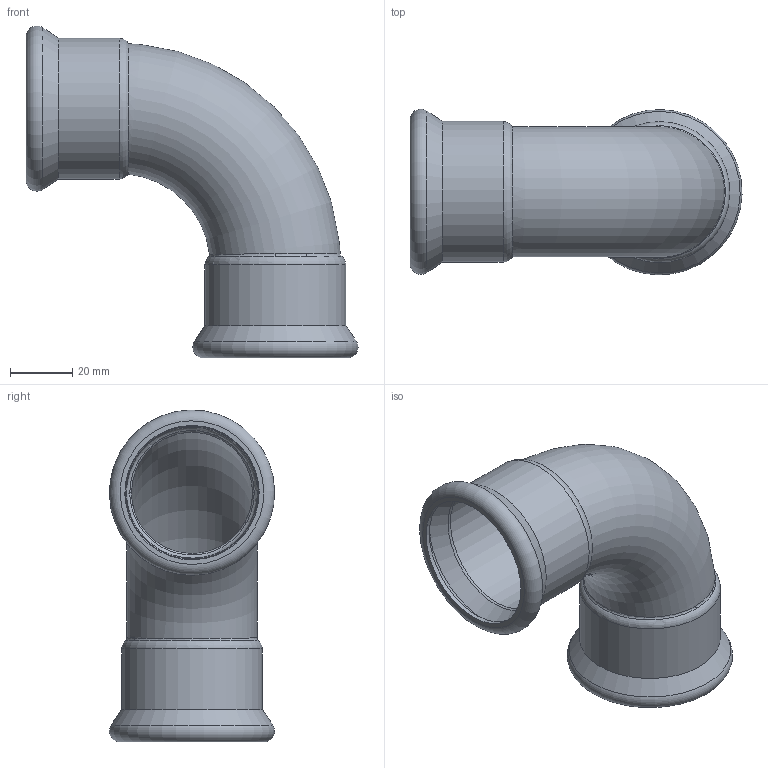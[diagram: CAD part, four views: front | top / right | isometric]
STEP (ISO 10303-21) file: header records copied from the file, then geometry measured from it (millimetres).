
FILE_DESCRIPTION(/* description */ (''),/* implementation_level */ '2;1');
FILE_NAME(/* name */ '41107.stp',/* time_stamp */ '2023-09-08T10:47:41+02:00',/* author */ ('JANAN'),/* organization */ (''),/* preprocessor_version */ 'ST-DEVELOPER v19.2',/* originating_system */ 'Autodesk Inventor 2023',/* authorisation */ '');
FILE_SCHEMA (('AUTOMOTIVE_DESIGN { 1 0 10303 214 3 1 1 }'));
Length unit declared in the file: millimetre
Products named in the file (1): tmpBAAD.tmp
Bounding box: 107.03 x 53.27 x 107.03 mm (x, y, z)
Volume: 29978.3 mm3; surface area: 40215.6 mm2
Topology: 1 solids, 1 shells, 34 faces, 76 edges, 46 vertices
Faces by surface type: torus 12, bspline 8, cylinder 6, cone 4, plane 4
Full cylindrical faces by diameter (mm): 42.3 x2, 43.3 x2, 45.4 x2
Entity records: 1810 total; most frequent: CARTESIAN_POINT 1017, ORIENTED_EDGE 152, DIRECTION 142, EDGE_CURVE 76, AXIS2_PLACEMENT_3D 66, VERTEX_POINT 46, EDGE_LOOP 38, CIRCLE 38
